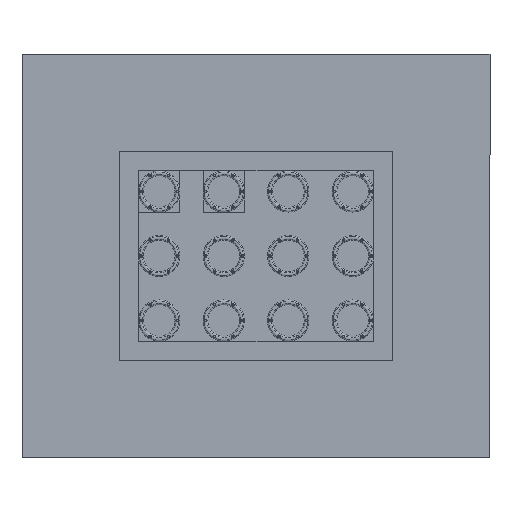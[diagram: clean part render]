
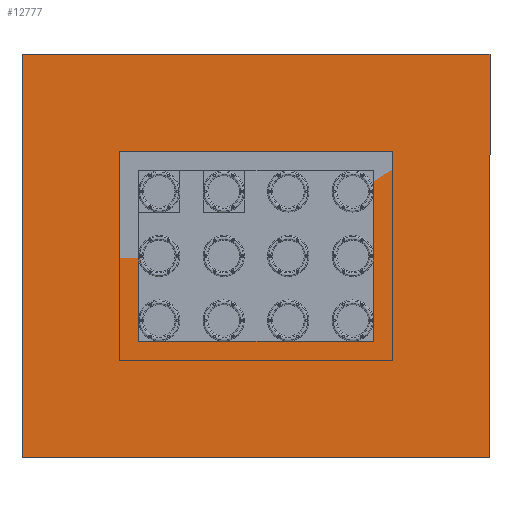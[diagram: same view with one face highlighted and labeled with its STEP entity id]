
A CAD part, top view. The second image highlights one B-rep face of the part: STEP entity #12777.
In plain terms, the highlighted face is planar.
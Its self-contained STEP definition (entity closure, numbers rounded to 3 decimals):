
#188=LINE('',#108388,#344);
#189=LINE('',#108390,#345);
#190=LINE('',#108392,#346);
#191=LINE('',#108393,#347);
#344=VECTOR('',#16818,10.);
#345=VECTOR('',#16819,10.);
#346=VECTOR('',#16820,10.);
#347=VECTOR('',#16821,10.);
#2843=FACE_OUTER_BOUND('',#3689,.T.);
#3689=EDGE_LOOP('',(#11760,#11761,#11762,#11763));
#5812=VERTEX_POINT('',#108386);
#5813=VERTEX_POINT('',#108387);
#5814=VERTEX_POINT('',#108389);
#5815=VERTEX_POINT('',#108391);
#7800=EDGE_CURVE('',#5812,#5813,#188,.T.);
#7801=EDGE_CURVE('',#5813,#5814,#189,.T.);
#7802=EDGE_CURVE('',#5814,#5815,#190,.T.);
#7803=EDGE_CURVE('',#5815,#5812,#191,.T.);
#11760=ORIENTED_EDGE('',*,*,#7800,.T.);
#11761=ORIENTED_EDGE('',*,*,#7801,.T.);
#11762=ORIENTED_EDGE('',*,*,#7802,.T.);
#11763=ORIENTED_EDGE('',*,*,#7803,.T.);
#11943=PLANE('',#14133);
#12777=ADVANCED_FACE('',(#2843),#11943,.F.);
#14133=AXIS2_PLACEMENT_3D('',#108385,#16816,#16817);
#16816=DIRECTION('center_axis',(0.,-1.,0.));
#16817=DIRECTION('ref_axis',(0.,0.,-1.));
#16818=DIRECTION('',(-1.,0.,0.));
#16819=DIRECTION('',(0.,0.,1.));
#16820=DIRECTION('',(1.,0.,0.));
#16821=DIRECTION('',(0.,0.,-1.));
#108385=CARTESIAN_POINT('Origin',(3353.595,0.,
2210.641));
#108386=CARTESIAN_POINT('',(7681.189,0.,0.));
#108387=CARTESIAN_POINT('',(1661.,0.,0.));
#108388=CARTESIAN_POINT('',(3353.595,0.,0.));
#108389=CARTESIAN_POINT('',(1661.,0.,5190.281));
#108390=CARTESIAN_POINT('',(1661.,0.,2210.641));
#108391=CARTESIAN_POINT('',(7681.189,0.,5190.281));
#108392=CARTESIAN_POINT('',(3353.595,0.,5190.281));
#108393=CARTESIAN_POINT('',(7681.189,0.,2210.641));
